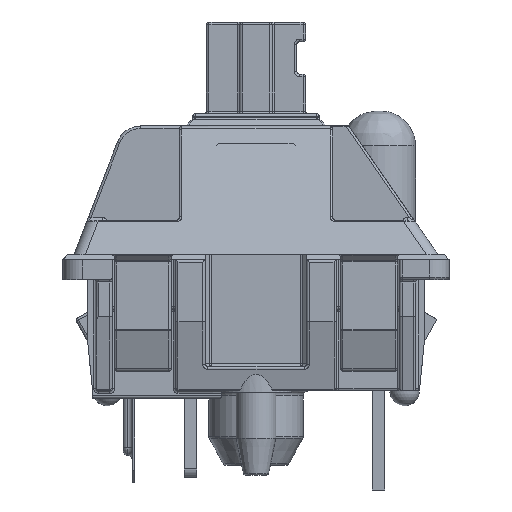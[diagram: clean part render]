
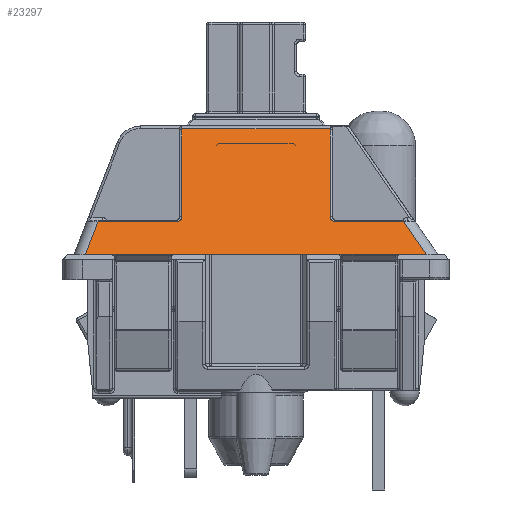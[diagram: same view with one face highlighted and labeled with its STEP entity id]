
A CAD part, left-side view. The second image highlights one B-rep face of the part: STEP entity #23297.
In plain terms, the highlighted face is planar.
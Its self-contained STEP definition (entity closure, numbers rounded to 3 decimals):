
#344=B_SPLINE_CURVE_WITH_KNOTS('',3,(#37669,#37670,#37671,#37672,#37673,
#37674,#37675),.UNSPECIFIED.,.F.,.F.,(4,3,4),(1.571,2.356,
3.142),.UNSPECIFIED.);
#345=B_SPLINE_CURVE_WITH_KNOTS('',3,(#37683,#37684,#37685,#37686,#37687,
#37688,#37689),.UNSPECIFIED.,.F.,.F.,(4,3,4),(3.142,3.927,
4.712),.UNSPECIFIED.);
#710=PLANE('',#25267);
#1362=LINE('',#36864,#3251);
#1623=LINE('',#37677,#3512);
#1624=LINE('',#37679,#3513);
#1625=LINE('',#37681,#3514);
#1626=LINE('',#37691,#3515);
#1627=LINE('',#37692,#3516);
#1628=LINE('',#37694,#3517);
#1629=LINE('',#37695,#3518);
#3251=VECTOR('',#29037,1000.);
#3512=VECTOR('',#29480,1000.);
#3513=VECTOR('',#29481,1000.);
#3514=VECTOR('',#29482,1000.);
#3515=VECTOR('',#29483,1000.);
#3516=VECTOR('',#29484,1000.);
#3517=VECTOR('',#29485,1000.);
#3518=VECTOR('',#29486,1000.);
#5842=FACE_OUTER_BOUND('',#7378,.T.);
#7378=EDGE_LOOP('',(#17186,#17187,#17188,#17189,#17190,#17191,#17192,#17193,
#17194,#17195));
#10337=VERTEX_POINT('',#36862);
#10338=VERTEX_POINT('',#36863);
#10650=VERTEX_POINT('',#37667);
#10651=VERTEX_POINT('',#37668);
#10652=VERTEX_POINT('',#37676);
#10653=VERTEX_POINT('',#37678);
#10654=VERTEX_POINT('',#37680);
#10655=VERTEX_POINT('',#37682);
#10656=VERTEX_POINT('',#37690);
#10657=VERTEX_POINT('',#37693);
#12688=EDGE_CURVE('',#10337,#10338,#1362,.T.);
#13011=EDGE_CURVE('',#10650,#10651,#344,.T.);
#13012=EDGE_CURVE('',#10650,#10652,#1623,.T.);
#13013=EDGE_CURVE('',#10652,#10653,#1624,.T.);
#13014=EDGE_CURVE('',#10653,#10654,#1625,.T.);
#13015=EDGE_CURVE('',#10655,#10654,#345,.T.);
#13016=EDGE_CURVE('',#10655,#10656,#1626,.T.);
#13017=EDGE_CURVE('',#10656,#10337,#1627,.T.);
#13018=EDGE_CURVE('',#10338,#10657,#1628,.T.);
#13019=EDGE_CURVE('',#10657,#10651,#1629,.T.);
#17186=ORIENTED_EDGE('',*,*,#13011,.F.);
#17187=ORIENTED_EDGE('',*,*,#13012,.T.);
#17188=ORIENTED_EDGE('',*,*,#13013,.T.);
#17189=ORIENTED_EDGE('',*,*,#13014,.T.);
#17190=ORIENTED_EDGE('',*,*,#13015,.F.);
#17191=ORIENTED_EDGE('',*,*,#13016,.T.);
#17192=ORIENTED_EDGE('',*,*,#13017,.T.);
#17193=ORIENTED_EDGE('',*,*,#12688,.T.);
#17194=ORIENTED_EDGE('',*,*,#13018,.T.);
#17195=ORIENTED_EDGE('',*,*,#13019,.T.);
#23297=ADVANCED_FACE('',(#5842),#710,.F.);
#25267=AXIS2_PLACEMENT_3D('',#37666,#29478,#29479);
#29037=DIRECTION('',(0.,0.,-1.));
#29478=DIRECTION('center_axis',(-0.915,-0.405,0.));
#29479=DIRECTION('ref_axis',(0.,0.,-1.));
#29480=DIRECTION('',(-0.405,0.915,0.));
#29481=DIRECTION('',(0.,0.,1.));
#29482=DIRECTION('',(0.405,-0.915,0.));
#29483=DIRECTION('',(0.,0.,1.));
#29484=DIRECTION('',(0.382,-0.863,0.332));
#29485=DIRECTION('',(-0.342,0.773,0.535));
#29486=DIRECTION('',(0.,0.,1.));
#36862=CARTESIAN_POINT('',(14.7,0.,-0.458));
#36863=CARTESIAN_POINT('',(14.7,0.,-14.232));
#36864=CARTESIAN_POINT('',(14.7,0.,0.));
#37666=CARTESIAN_POINT('Origin',(12.4,5.2,0.));
#37667=CARTESIAN_POINT('',(14.019,1.54,-10.35));
#37668=CARTESIAN_POINT('',(14.107,1.34,-10.55));
#37669=CARTESIAN_POINT('Ctrl Pts',(14.019,1.54,-10.35));
#37670=CARTESIAN_POINT('Ctrl Pts',(14.042,1.488,-10.35));
#37671=CARTESIAN_POINT('Ctrl Pts',(14.065,1.436,-10.372));
#37672=CARTESIAN_POINT('Ctrl Pts',(14.081,1.399,-10.409));
#37673=CARTESIAN_POINT('Ctrl Pts',(14.098,1.362,-10.446));
#37674=CARTESIAN_POINT('Ctrl Pts',(14.107,1.34,-10.497));
#37675=CARTESIAN_POINT('Ctrl Pts',(14.107,1.34,-10.55));
#37676=CARTESIAN_POINT('',(12.453,5.081,-10.35));
#37677=CARTESIAN_POINT('',(12.453,5.081,-10.35));
#37678=CARTESIAN_POINT('',(12.453,5.081,-4.35));
#37679=CARTESIAN_POINT('',(12.453,5.081,-4.25));
#37680=CARTESIAN_POINT('',(14.019,1.54,-4.35));
#37681=CARTESIAN_POINT('',(14.081,1.4,-4.35));
#37682=CARTESIAN_POINT('',(14.107,1.34,-4.15));
#37683=CARTESIAN_POINT('Ctrl Pts',(14.107,1.34,-4.15));
#37684=CARTESIAN_POINT('Ctrl Pts',(14.107,1.34,-4.203));
#37685=CARTESIAN_POINT('Ctrl Pts',(14.098,1.362,-4.254));
#37686=CARTESIAN_POINT('Ctrl Pts',(14.081,1.399,-4.291));
#37687=CARTESIAN_POINT('Ctrl Pts',(14.065,1.436,-4.328));
#37688=CARTESIAN_POINT('Ctrl Pts',(14.042,1.488,-4.35));
#37689=CARTESIAN_POINT('Ctrl Pts',(14.019,1.54,-4.35));
#37690=CARTESIAN_POINT('',(14.107,1.34,-0.973));
#37691=CARTESIAN_POINT('',(14.107,1.34,0.));
#37692=CARTESIAN_POINT('',(12.711,4.496,-2.187));
#37693=CARTESIAN_POINT('',(14.107,1.34,-13.304));
#37694=CARTESIAN_POINT('',(10.456,9.595,-7.59));
#37695=CARTESIAN_POINT('',(14.107,1.34,-10.45));
